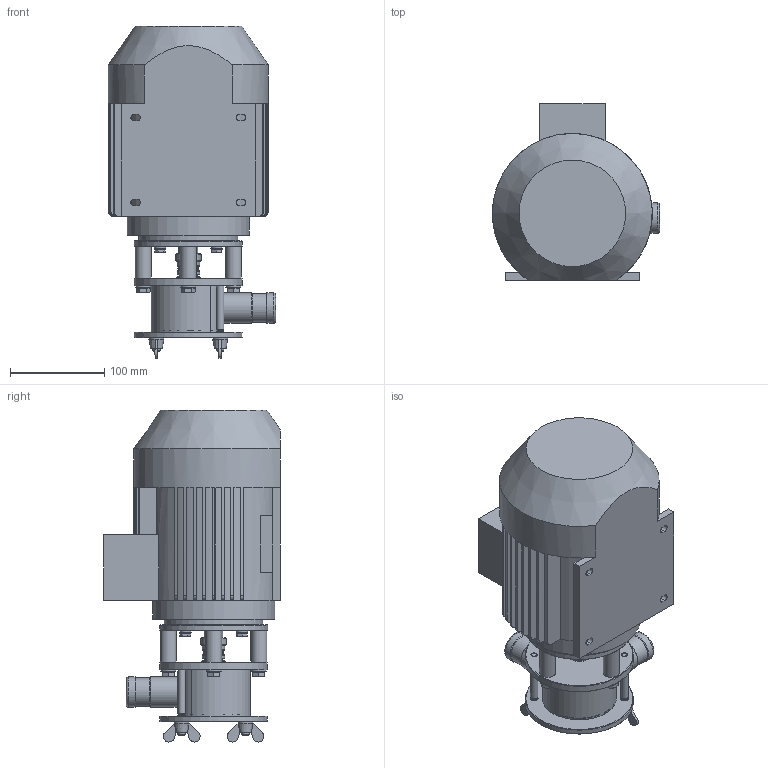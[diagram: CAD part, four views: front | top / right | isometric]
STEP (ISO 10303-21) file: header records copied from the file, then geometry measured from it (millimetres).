
FILE_DESCRIPTION(/* description */ (''),/* implementation_level */ '2;1');
FILE_NAME(/* name */ 'НСУ-L исполнение модель.stp',/* time_stamp */ '2020-11-24T17:58:42+03:00',/* author */ ('User'),/* organization */ (''),/* preprocessor_version */ 'ST-DEVELOPER v16.1',/* originating_system */ 'Autodesk Inventor 2016',/* authorisation */ '');
FILE_SCHEMA (('AUTOMOTIVE_DESIGN { 1 0 10303 214 3 1 1 }'));
Length unit declared in the file: centimetre
Products named in the file (1): НСУ-L \X2\04380441043F043E043B043D0435
 модель
Bounding box: 177.82 x 188.04 x 353.08 mm (x, y, z)
Volume: 4307921.9 mm3; surface area: 461977 mm2
Topology: 15 solids, 45 shells, 874 faces, 2039 edges, 1293 vertices
Faces by surface type: plane 331, cylinder 255, torus 154, cone 118, sphere 14, bspline 2
Full cylindrical faces by diameter (mm): 5.459 x4, 6 x8, 6.4 x4, 6.8 x4, 7.323 x4, 7.5 x4, 8 x14, 8.4 x6, 8.5 x6, 8.7 x4, 9.68 x1, 11.4 x4, 12 x4, 12.7 x1, 14 x3, 15 x1, 16 x7, 17 x5, 17.97 x1, 18 x1, 19.215 x2, 19.297 x1, 19.6 x1, 19.9 x2, 20 x4, 22 x2, 23 x1, 24 x2, 25 x4, 26 x2
Entity records: 25917 total; most frequent: CARTESIAN_POINT 6170, DIRECTION 4119, ORIENTED_EDGE 3542, AXIS2_PLACEMENT_3D 1802, EDGE_CURVE 1719, EDGE_LOOP 1248, VERTEX_POINT 1203, CIRCLE 906
